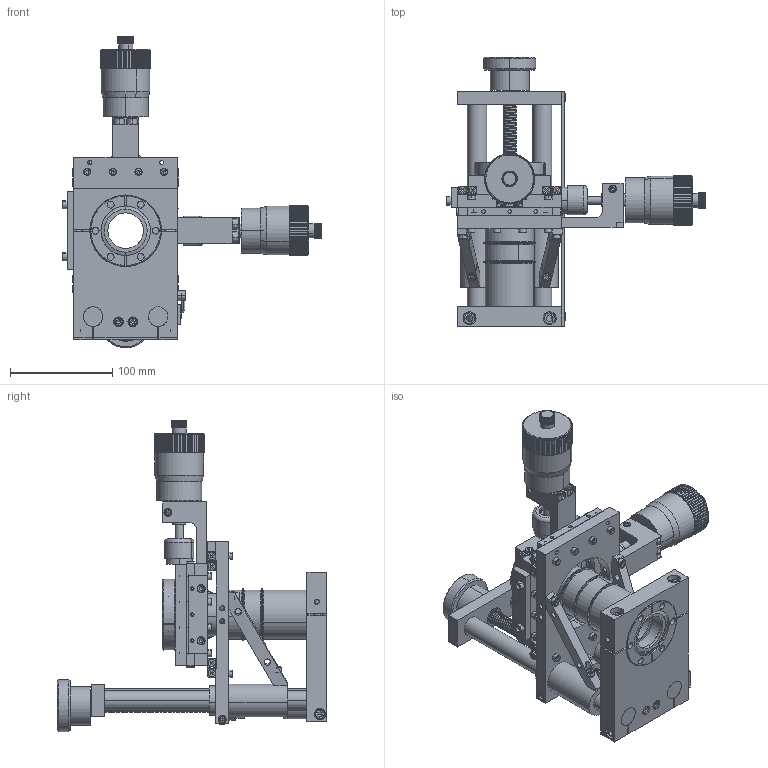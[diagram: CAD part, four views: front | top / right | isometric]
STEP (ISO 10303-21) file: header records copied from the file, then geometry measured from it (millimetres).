
FILE_DESCRIPTION (( 'STEP AP214' ), '1' );
FILE_NAME ('QN107054-01, EC-1.39-B275C-T275T-4-LM01, AP214.STEP', '2021-11-23T06:37:11', ( '' ), ( '' ), 'SwSTEP 2.0', 'SolidWorks 2010', '' );
FILE_SCHEMA (( 'AUTOMOTIVE_DESIGN' ));
Length unit declared in the file: inch
Products named in the file (1): QN107054-01, EC-1.39-B275C-T275T-4-LM01, AP214
Bounding box: 253.4 x 263.4 x 304.13 mm (x, y, z)
Surface area: 368365.9 mm2 (no closed solid volume)
Topology: 0 solids, 201 shells, 2467 faces, 8095 edges, 5613 vertices
Faces by surface type: plane 1268, cylinder 853, cone 289, torus 55, bspline 2
Entity records: 133744 total; most frequent: CARTESIAN_POINT 31708, DIRECTION 14595, ORIENTED_EDGE 13097, EDGE_CURVE 8037, VERTEX_POINT 5613, LINE 5333, VECTOR 5333, AXIS2_PLACEMENT_3D 4631
